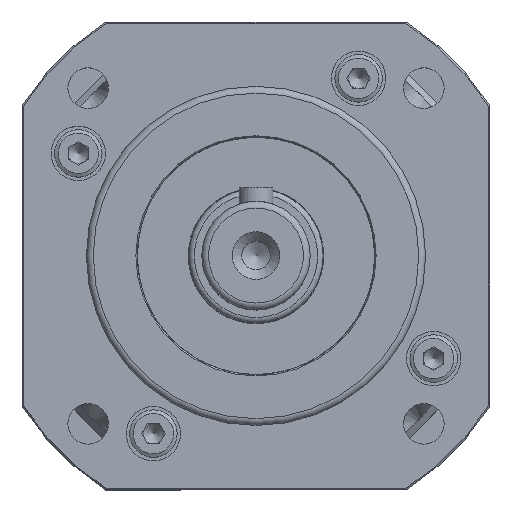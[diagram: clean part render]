
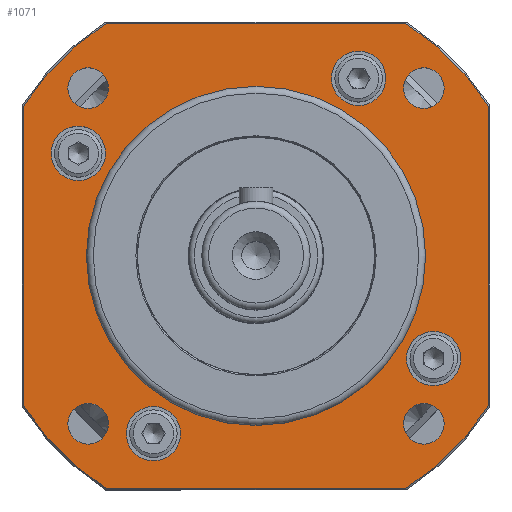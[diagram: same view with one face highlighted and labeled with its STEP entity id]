
A CAD part, top view. The second image highlights one B-rep face of the part: STEP entity #1071.
In plain terms, the highlighted planar face has unit normal (0, 0, 1).
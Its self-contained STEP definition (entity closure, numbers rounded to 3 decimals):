
#140=CARTESIAN_POINT('',(19.125,26.197,-5.));
#141=VERTEX_POINT('',#140);
#142=CARTESIAN_POINT('',(15.125,26.197,-5.));
#143=DIRECTION('',(0.0,0.0,1.0));
#144=DIRECTION('',(1.0,0.0,0.0));
#145=AXIS2_PLACEMENT_3D('',#142,#143,#144);
#146=CIRCLE('',#145,4.);
#147=EDGE_CURVE('',#141,#141,#146,.T.);
#196=CARTESIAN_POINT('',(30.197,-15.125,-5.));
#197=VERTEX_POINT('',#196);
#198=CARTESIAN_POINT('',(26.197,-15.125,-5.));
#199=DIRECTION('',(0.0,0.0,1.0));
#200=DIRECTION('',(1.0,0.0,0.0));
#201=AXIS2_PLACEMENT_3D('',#198,#199,#200);
#202=CIRCLE('',#201,4.);
#203=EDGE_CURVE('',#197,#197,#202,.T.);
#252=CARTESIAN_POINT('',(-11.125,-26.197,-5.));
#253=VERTEX_POINT('',#252);
#254=CARTESIAN_POINT('',(-15.125,-26.197,-5.));
#255=DIRECTION('',(0.0,0.0,1.0));
#256=DIRECTION('',(1.0,0.0,0.0));
#257=AXIS2_PLACEMENT_3D('',#254,#255,#256);
#258=CIRCLE('',#257,4.);
#259=EDGE_CURVE('',#253,#253,#258,.T.);
#308=CARTESIAN_POINT('',(-22.197,15.125,-5.));
#309=VERTEX_POINT('',#308);
#310=CARTESIAN_POINT('',(-26.197,15.125,-5.));
#311=DIRECTION('',(0.0,0.0,1.0));
#312=DIRECTION('',(1.0,0.0,0.0));
#313=AXIS2_PLACEMENT_3D('',#310,#311,#312);
#314=CIRCLE('',#313,4.);
#315=EDGE_CURVE('',#309,#309,#314,.T.);
#515=CARTESIAN_POINT('',(-25.0,0.0,-5.0));
#516=VERTEX_POINT('',#515);
#517=CARTESIAN_POINT('',(0.0,0.0,-5.0));
#518=DIRECTION('',(0.0,0.0,-1.0));
#519=DIRECTION('',(-1.0,0.0,0.0));
#520=AXIS2_PLACEMENT_3D('',#517,#518,#519);
#521=CIRCLE('',#520,25.0);
#522=EDGE_CURVE('',#516,#516,#521,.T.);
#614=CARTESIAN_POINT('',(27.749,24.749,-5.0));
#615=VERTEX_POINT('',#614);
#616=CARTESIAN_POINT('',(24.749,24.749,-5.0));
#617=DIRECTION('',(0.0,0.0,1.0));
#618=DIRECTION('',(1.0,0.0,0.0));
#619=AXIS2_PLACEMENT_3D('',#616,#617,#618);
#620=CIRCLE('',#619,3.);
#621=EDGE_CURVE('',#615,#615,#620,.T.);
#642=CARTESIAN_POINT('',(-21.749,24.749,-5.0));
#643=VERTEX_POINT('',#642);
#644=CARTESIAN_POINT('',(-24.749,24.749,-5.0));
#645=DIRECTION('',(0.0,0.0,1.0));
#646=DIRECTION('',(1.0,0.0,0.0));
#647=AXIS2_PLACEMENT_3D('',#644,#645,#646);
#648=CIRCLE('',#647,3.);
#649=EDGE_CURVE('',#643,#643,#648,.T.);
#670=CARTESIAN_POINT('',(27.749,-24.749,-5.0));
#671=VERTEX_POINT('',#670);
#672=CARTESIAN_POINT('',(24.749,-24.749,-5.0));
#673=DIRECTION('',(0.0,0.0,1.0));
#674=DIRECTION('',(1.0,0.0,0.0));
#675=AXIS2_PLACEMENT_3D('',#672,#673,#674);
#676=CIRCLE('',#675,3.);
#677=EDGE_CURVE('',#671,#671,#676,.T.);
#698=CARTESIAN_POINT('',(-21.749,-24.749,-5.0));
#699=VERTEX_POINT('',#698);
#700=CARTESIAN_POINT('',(-24.749,-24.749,-5.0));
#701=DIRECTION('',(0.0,0.0,1.0));
#702=DIRECTION('',(1.0,0.0,0.0));
#703=AXIS2_PLACEMENT_3D('',#700,#701,#702);
#704=CIRCLE('',#703,3.);
#705=EDGE_CURVE('',#699,#699,#704,.T.);
#969=CARTESIAN_POINT('',(0.0,25.0,-5.0));
#970=DIRECTION('',(0.0,0.0,1.0));
#971=DIRECTION('',(1.0,0.0,0.0));
#972=AXIS2_PLACEMENT_3D('',#969,#970,#971);
#973=PLANE('',#972);
#974=CARTESIAN_POINT('',(34.3,22.094,-5.0));
#975=VERTEX_POINT('',#974);
#976=CARTESIAN_POINT('',(22.094,34.3,-5.0));
#977=VERTEX_POINT('',#976);
#978=CARTESIAN_POINT('',(0.0,0.0,-5.0));
#979=DIRECTION('',(0.0,0.0,1.0));
#980=DIRECTION('',(1.0,0.0,0.0));
#981=AXIS2_PLACEMENT_3D('',#978,#979,#980);
#982=CIRCLE('',#981,40.8);
#983=EDGE_CURVE('',#975,#977,#982,.T.);
#984=ORIENTED_EDGE('',*,*,#983,.T.);
#985=CARTESIAN_POINT('',(-22.094,34.3,-5.0));
#986=VERTEX_POINT('',#985);
#987=CARTESIAN_POINT('',(22.094,34.3,-5.0));
#988=DIRECTION('',(-1.0,0.0,0.0));
#989=VECTOR('',#988,44.188);
#990=LINE('',#987,#989);
#991=EDGE_CURVE('',#977,#986,#990,.T.);
#992=ORIENTED_EDGE('',*,*,#991,.T.);
#993=CARTESIAN_POINT('',(-34.3,22.094,-5.0));
#994=VERTEX_POINT('',#993);
#995=CARTESIAN_POINT('',(0.0,0.0,-5.0));
#996=DIRECTION('',(0.0,0.0,1.0));
#997=DIRECTION('',(1.0,0.0,0.0));
#998=AXIS2_PLACEMENT_3D('',#995,#996,#997);
#999=CIRCLE('',#998,40.8);
#1000=EDGE_CURVE('',#986,#994,#999,.T.);
#1001=ORIENTED_EDGE('',*,*,#1000,.T.);
#1002=CARTESIAN_POINT('',(-34.3,-22.094,-5.0));
#1003=VERTEX_POINT('',#1002);
#1004=CARTESIAN_POINT('',(-34.3,22.094,-5.0));
#1005=DIRECTION('',(0.0,-1.0,0.0));
#1006=VECTOR('',#1005,44.188);
#1007=LINE('',#1004,#1006);
#1008=EDGE_CURVE('',#994,#1003,#1007,.T.);
#1009=ORIENTED_EDGE('',*,*,#1008,.T.);
#1010=CARTESIAN_POINT('',(-22.094,-34.3,-5.0));
#1011=VERTEX_POINT('',#1010);
#1012=CARTESIAN_POINT('',(0.0,0.0,-5.0));
#1013=DIRECTION('',(0.0,0.0,1.0));
#1014=DIRECTION('',(1.0,0.0,0.0));
#1015=AXIS2_PLACEMENT_3D('',#1012,#1013,#1014);
#1016=CIRCLE('',#1015,40.8);
#1017=EDGE_CURVE('',#1003,#1011,#1016,.T.);
#1018=ORIENTED_EDGE('',*,*,#1017,.T.);
#1019=CARTESIAN_POINT('',(22.094,-34.3,-5.0));
#1020=VERTEX_POINT('',#1019);
#1021=CARTESIAN_POINT('',(-22.094,-34.3,-5.0));
#1022=DIRECTION('',(1.0,0.0,0.0));
#1023=VECTOR('',#1022,44.188);
#1024=LINE('',#1021,#1023);
#1025=EDGE_CURVE('',#1011,#1020,#1024,.T.);
#1026=ORIENTED_EDGE('',*,*,#1025,.T.);
#1027=CARTESIAN_POINT('',(34.3,-22.094,-5.0));
#1028=VERTEX_POINT('',#1027);
#1029=CARTESIAN_POINT('',(0.0,0.0,-5.0));
#1030=DIRECTION('',(0.0,0.0,1.0));
#1031=DIRECTION('',(1.0,0.0,0.0));
#1032=AXIS2_PLACEMENT_3D('',#1029,#1030,#1031);
#1033=CIRCLE('',#1032,40.8);
#1034=EDGE_CURVE('',#1020,#1028,#1033,.T.);
#1035=ORIENTED_EDGE('',*,*,#1034,.T.);
#1036=CARTESIAN_POINT('',(34.3,-22.094,-5.0));
#1037=DIRECTION('',(0.0,1.0,0.0));
#1038=VECTOR('',#1037,44.188);
#1039=LINE('',#1036,#1038);
#1040=EDGE_CURVE('',#1028,#975,#1039,.T.);
#1041=ORIENTED_EDGE('',*,*,#1040,.T.);
#1042=EDGE_LOOP('',(#984,#992,#1001,#1009,#1018,#1026,#1035,#1041));
#1043=FACE_OUTER_BOUND('',#1042,.T.);
#1044=ORIENTED_EDGE('',*,*,#147,.F.);
#1045=EDGE_LOOP('',(#1044));
#1046=FACE_BOUND('',#1045,.T.);
#1047=ORIENTED_EDGE('',*,*,#203,.F.);
#1048=EDGE_LOOP('',(#1047));
#1049=FACE_BOUND('',#1048,.T.);
#1050=ORIENTED_EDGE('',*,*,#259,.F.);
#1051=EDGE_LOOP('',(#1050));
#1052=FACE_BOUND('',#1051,.T.);
#1053=ORIENTED_EDGE('',*,*,#315,.F.);
#1054=EDGE_LOOP('',(#1053));
#1055=FACE_BOUND('',#1054,.T.);
#1056=ORIENTED_EDGE('',*,*,#677,.F.);
#1057=EDGE_LOOP('',(#1056));
#1058=FACE_BOUND('',#1057,.T.);
#1059=ORIENTED_EDGE('',*,*,#705,.F.);
#1060=EDGE_LOOP('',(#1059));
#1061=FACE_BOUND('',#1060,.T.);
#1062=ORIENTED_EDGE('',*,*,#649,.F.);
#1063=EDGE_LOOP('',(#1062));
#1064=FACE_BOUND('',#1063,.T.);
#1065=ORIENTED_EDGE('',*,*,#621,.F.);
#1066=EDGE_LOOP('',(#1065));
#1067=FACE_BOUND('',#1066,.T.);
#1068=ORIENTED_EDGE('',*,*,#522,.T.);
#1069=EDGE_LOOP('',(#1068));
#1070=FACE_BOUND('',#1069,.T.);
#1071=ADVANCED_FACE('',(#1043,#1046,#1049,#1052,#1055,#1058,#1061,#1064,#1067,#1070),#973,.T.);
